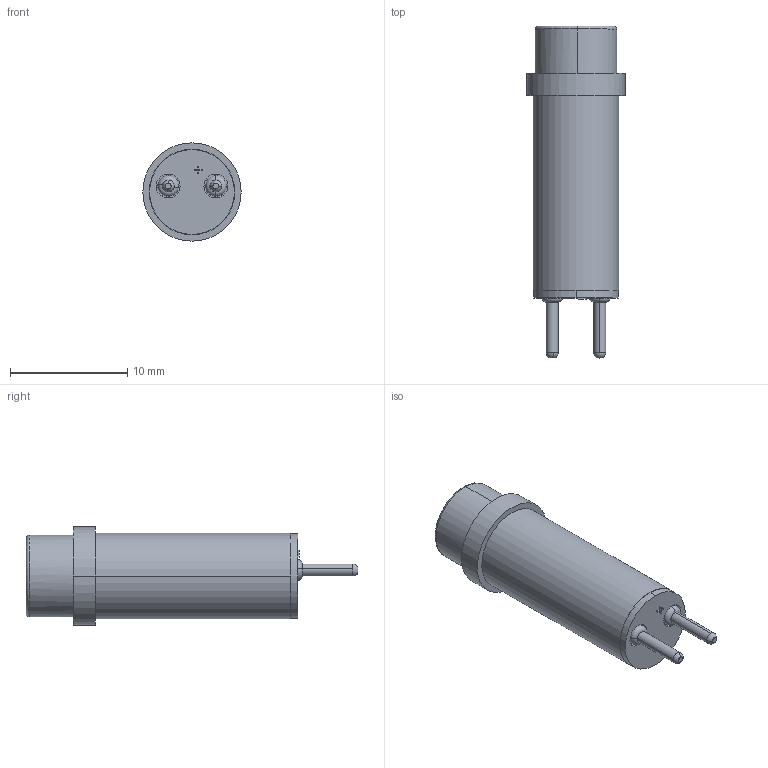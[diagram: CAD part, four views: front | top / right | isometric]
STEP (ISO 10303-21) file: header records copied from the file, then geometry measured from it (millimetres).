
FILE_DESCRIPTION (( 'STEP AP203' ), '1' );
FILE_NAME ('91 Series.STEP', '2019-01-11T16:42:22', ( '' ), ( '' ), 'SwSTEP 2.0', 'SolidWorks 2018', '' );
FILE_SCHEMA (( 'CONFIG_CONTROL_DESIGN' ));
Length unit declared in the file: foot
Products named in the file (5): SLEEVE 90 SERIES; 91 Series; LENS 41 FRESNEL 50073_TYPE 41; 90-TERM; 90 HEADER
Assembly tree (5 placements, depth 2):
  91 Series
    SLEEVE 90 SERIES
    90 HEADER
    90-TERM  x2
    LENS 41 FRESNEL 50073_TYPE 41
Bounding box: 8.38 x 28.3 x 8.38 mm (x, y, z)
Volume: 422.7 mm3; surface area: 1475.2 mm2
Topology: 5 solids, 5 shells, 276 faces, 700 edges, 404 vertices
Faces by surface type: plane 107, cylinder 91, bspline 46, cone 18, torus 10, sphere 4
Entity records: 9709 total; most frequent: CARTESIAN_POINT 3338, ORIENTED_EDGE 1252, DIRECTION 1154, EDGE_CURVE 626, AXIS2_PLACEMENT_3D 394, VERTEX_POINT 384, VECTOR 366, LINE 366
